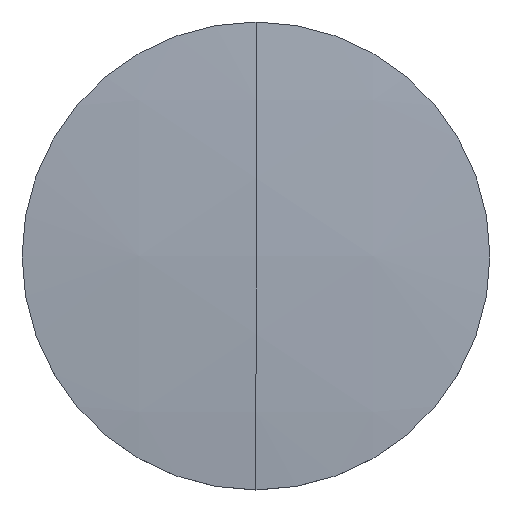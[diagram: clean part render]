
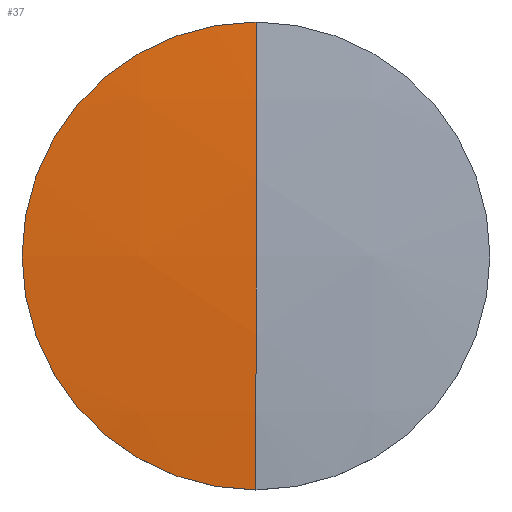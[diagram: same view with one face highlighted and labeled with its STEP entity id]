
A CAD part, top view. The second image highlights one B-rep face of the part: STEP entity #37.
In plain terms, the highlighted spherical face has radius 256.59 mm.
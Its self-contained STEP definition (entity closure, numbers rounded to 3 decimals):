
#8 = CARTESIAN_POINT ( 'NONE',  ( 0., 0., 2.76 ) ) ;
#16 = VERTEX_POINT ( 'NONE', #8 ) ;
#17 = ORIENTED_EDGE ( 'NONE', *, *, #40, .F. ) ;
#23 = EDGE_CURVE ( 'NONE', #41, #45, #105, .T. ) ;
#24 = ORIENTED_EDGE ( 'NONE', *, *, #81, .T. ) ;
#37 = ADVANCED_FACE ( 'NONE', ( #65 ), #146, .T. ) ;
#40 = EDGE_CURVE ( 'NONE', #41, #16, #224, .T. ) ;
#41 = VERTEX_POINT ( 'NONE', #162 ) ;
#42 = ORIENTED_EDGE ( 'NONE', *, *, #23, .T. ) ;
#45 = VERTEX_POINT ( 'NONE', #161 ) ;
#46 = VERTEX_POINT ( 'NONE', #243 ) ;
#65 = FACE_OUTER_BOUND ( 'NONE', #112, .T. ) ;
#81 = EDGE_CURVE ( 'NONE', #45, #46, #240, .T. ) ;
#99 = ORIENTED_EDGE ( 'NONE', *, *, #111, .T. ) ;
#102 = DIRECTION ( 'NONE',  ( 0., 0., 1. ) ) ;
#103 = CARTESIAN_POINT ( 'NONE',  ( 0., 0., 1.5 ) ) ;
#104 = AXIS2_PLACEMENT_3D ( 'NONE', #103, #102, #133 ) ;
#105 = CIRCLE ( 'NONE', #104, 25.4 ) ;
#111 = EDGE_CURVE ( 'NONE', #46, #16, #272, .T. ) ;
#112 = EDGE_LOOP ( 'NONE', ( #24, #99, #17, #42 ) ) ;
#133 = DIRECTION ( 'NONE',  ( 1., 0., 0. ) ) ;
#139 = CARTESIAN_POINT ( 'NONE',  ( 0., 0., -253.83 ) ) ;
#140 = CARTESIAN_POINT ( 'NONE',  ( 0., 0., 1.5 ) ) ;
#146 = SPHERICAL_SURFACE ( 'NONE', #169, 256.59 ) ;
#160 = DIRECTION ( 'NONE',  ( 0., 1., 0. ) ) ;
#161 = CARTESIAN_POINT ( 'NONE',  ( -25.4, 0., 1.5 ) ) ;
#162 = CARTESIAN_POINT ( 'NONE',  ( 0., 25.4, 1.5 ) ) ;
#163 = DIRECTION ( 'NONE',  ( 0., 0., -1. ) ) ;
#164 = DIRECTION ( 'NONE',  ( 1., 0., 0. ) ) ;
#169 = AXIS2_PLACEMENT_3D ( 'NONE', #186, #234, #160 ) ;
#186 = CARTESIAN_POINT ( 'NONE',  ( 0., 0., -253.83 ) ) ;
#223 = AXIS2_PLACEMENT_3D ( 'NONE', #139, #164, #163 ) ;
#224 = CIRCLE ( 'NONE', #223, 256.59 ) ;
#234 = DIRECTION ( 'NONE',  ( -1., 0., 0. ) ) ;
#237 = DIRECTION ( 'NONE',  ( 1., 0., 0. ) ) ;
#238 = DIRECTION ( 'NONE',  ( 0., 0., 1. ) ) ;
#239 = AXIS2_PLACEMENT_3D ( 'NONE', #140, #238, #237 ) ;
#240 = CIRCLE ( 'NONE', #239, 25.4 ) ;
#243 = CARTESIAN_POINT ( 'NONE',  ( 0., -25.4, 1.5 ) ) ;
#264 = DIRECTION ( 'NONE',  ( 0., -1., 0. ) ) ;
#265 = DIRECTION ( 'NONE',  ( -1., 0., 0. ) ) ;
#266 = CARTESIAN_POINT ( 'NONE',  ( 0., 0., -253.83 ) ) ;
#267 = AXIS2_PLACEMENT_3D ( 'NONE', #266, #265, #264 ) ;
#272 = CIRCLE ( 'NONE', #267, 256.59 ) ;
